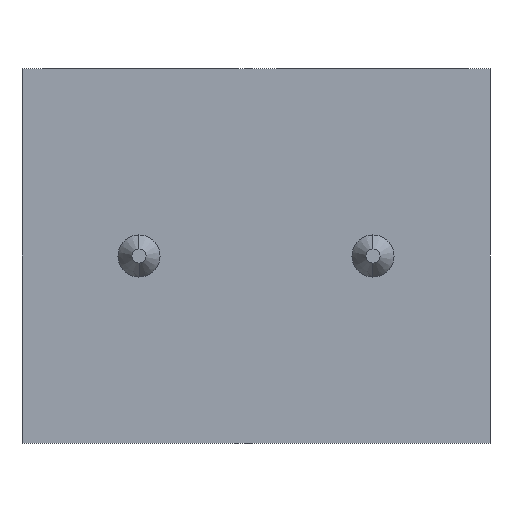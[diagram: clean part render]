
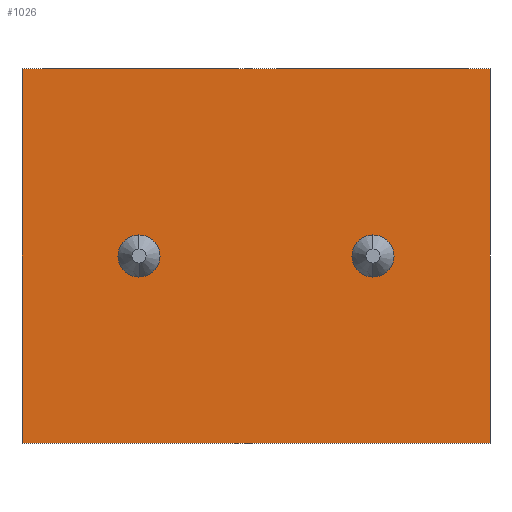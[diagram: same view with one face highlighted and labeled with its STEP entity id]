
A CAD part, front view. The second image highlights one B-rep face of the part: STEP entity #1026.
In plain terms, the highlighted planar face has unit normal (0, -1, 0).
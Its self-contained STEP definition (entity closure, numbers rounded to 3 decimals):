
#51=DIRECTION('',(0.,0.,-1.));
#52=VECTOR('',#51,8.);
#53=CARTESIAN_POINT('',(0.,-10.,4.));
#54=LINE('',#53,#52);
#58=DIRECTION('',(1.,0.,0.));
#59=VECTOR('',#58,10.);
#60=CARTESIAN_POINT('',(0.,-10.,-4.));
#61=LINE('',#60,#59);
#72=DIRECTION('',(1.,0.,0.));
#73=VECTOR('',#72,10.);
#74=CARTESIAN_POINT('',(0.,-10.,4.));
#75=LINE('',#74,#73);
#79=CARTESIAN_POINT('',(2.5,-10.,0.));
#80=DIRECTION('',(0.,1.,0.));
#81=DIRECTION('',(0.,0.,1.));
#82=AXIS2_PLACEMENT_3D('',#79,#80,#81);
#87=CARTESIAN_POINT('',(2.5,-10.,0.));
#88=DIRECTION('',(0.,1.,0.));
#89=DIRECTION('',(0.,0.,-1.));
#90=AXIS2_PLACEMENT_3D('',#87,#88,#89);
#95=CARTESIAN_POINT('',(7.5,-10.,0.));
#96=DIRECTION('',(0.,1.,0.));
#97=DIRECTION('',(0.,0.,-1.));
#98=AXIS2_PLACEMENT_3D('',#95,#96,#97);
#103=CARTESIAN_POINT('',(7.5,-10.,0.));
#104=DIRECTION('',(0.,1.,0.));
#105=DIRECTION('',(0.,0.,1.));
#106=AXIS2_PLACEMENT_3D('',#103,#104,#105);
#674=DIRECTION('',(0.,0.,-1.));
#675=VECTOR('',#674,8.);
#676=CARTESIAN_POINT('',(10.,-10.,4.));
#677=LINE('',#676,#675);
#822=CARTESIAN_POINT('',(0.,-10.,4.));
#823=CARTESIAN_POINT('',(0.,-10.,-4.));
#824=VERTEX_POINT('',#822);
#825=VERTEX_POINT('',#823);
#850=CARTESIAN_POINT('',(2.5,-10.,0.45));
#851=CARTESIAN_POINT('',(2.5,-10.,-0.45));
#852=VERTEX_POINT('',#850);
#853=VERTEX_POINT('',#851);
#890=CARTESIAN_POINT('',(7.5,-10.,-0.45));
#891=CARTESIAN_POINT('',(7.5,-10.,0.45));
#892=VERTEX_POINT('',#890);
#893=VERTEX_POINT('',#891);
#906=CARTESIAN_POINT('',(10.,-10.,4.));
#907=CARTESIAN_POINT('',(10.,-10.,-4.));
#908=VERTEX_POINT('',#906);
#909=VERTEX_POINT('',#907);
#1001=CARTESIAN_POINT('',(0.,-10.,4.));
#1002=DIRECTION('',(0.,-1.,0.));
#1003=DIRECTION('',(0.,0.,-1.));
#1004=AXIS2_PLACEMENT_3D('',#1001,#1002,#1003);
#1005=PLANE('',#1004);
#1007=ORIENTED_EDGE('',*,*,#1006,.T.);
#1009=ORIENTED_EDGE('',*,*,#1008,.T.);
#1010=ORIENTED_EDGE('',*,*,#992,.F.);
#1011=ORIENTED_EDGE('',*,*,#981,.F.);
#1012=EDGE_LOOP('',(#1007,#1009,#1010,#1011));
#1013=FACE_OUTER_BOUND('',#1012,.F.);
#1015=ORIENTED_EDGE('',*,*,#1014,.F.);
#1017=ORIENTED_EDGE('',*,*,#1016,.F.);
#1018=EDGE_LOOP('',(#1015,#1017));
#1019=FACE_BOUND('',#1018,.F.);
#1021=ORIENTED_EDGE('',*,*,#1020,.F.);
#1023=ORIENTED_EDGE('',*,*,#1022,.F.);
#1024=EDGE_LOOP('',(#1021,#1023));
#1025=FACE_BOUND('',#1024,.F.);
#83=CIRCLE('',#82,0.45);
#91=CIRCLE('',#90,0.45);
#99=CIRCLE('',#98,0.45);
#107=CIRCLE('',#106,0.45);
#981=EDGE_CURVE('',#824,#825,#54,.T.);
#992=EDGE_CURVE('',#825,#909,#61,.T.);
#1006=EDGE_CURVE('',#824,#908,#75,.T.);
#1008=EDGE_CURVE('',#908,#909,#677,.T.);
#1014=EDGE_CURVE('',#852,#853,#83,.T.);
#1016=EDGE_CURVE('',#853,#852,#91,.T.);
#1020=EDGE_CURVE('',#892,#893,#99,.T.);
#1022=EDGE_CURVE('',#893,#892,#107,.T.);
#1026=ADVANCED_FACE('',(#1013,#1019,#1025),#1005,.T.);
